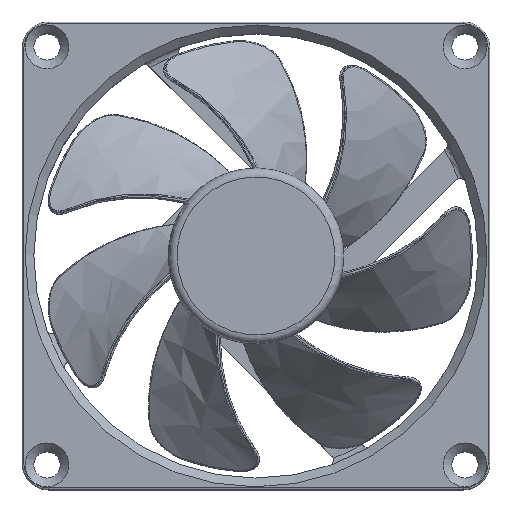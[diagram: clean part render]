
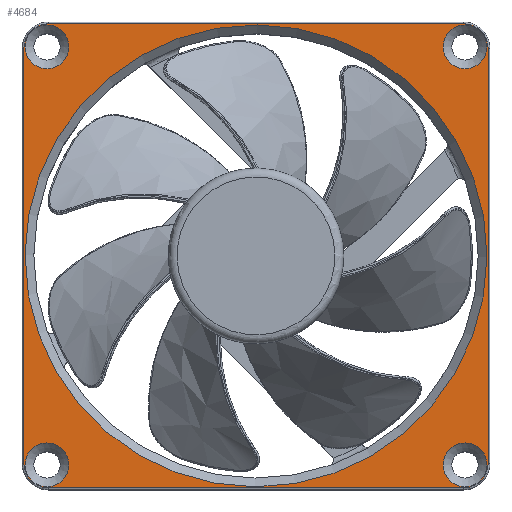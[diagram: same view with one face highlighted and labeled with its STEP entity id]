
A CAD part, top view. The second image highlights one B-rep face of the part: STEP entity #4684.
In plain terms, the highlighted planar face has unit normal (0, 0, 1).
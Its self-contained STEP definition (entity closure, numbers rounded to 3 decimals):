
#370=LINE('',#7272,#513);
#371=LINE('',#7281,#514);
#372=LINE('',#7290,#515);
#373=LINE('',#7301,#516);
#513=VECTOR('',#5862,71.);
#514=VECTOR('',#5875,71.);
#515=VECTOR('',#5888,71.);
#516=VECTOR('',#5901,71.);
#836=PLANE('',#5111);
#863=FACE_BOUND('',#1312,.T.);
#864=FACE_BOUND('',#1313,.T.);
#865=FACE_BOUND('',#1314,.T.);
#866=FACE_BOUND('',#1315,.T.);
#867=FACE_BOUND('',#1316,.T.);
#1013=FACE_OUTER_BOUND('',#1311,.T.);
#1311=EDGE_LOOP('',(#3348,#3349,#3350,#3351,#3352,#3353,#3354,#3355));
#1312=EDGE_LOOP('',(#3356));
#1313=EDGE_LOOP('',(#3357));
#1314=EDGE_LOOP('',(#3358));
#1315=EDGE_LOOP('',(#3359));
#1316=EDGE_LOOP('',(#3360));
#1626=CIRCLE('',#5088,4.2);
#1630=CIRCLE('',#5094,4.2);
#1634=CIRCLE('',#5100,4.2);
#1637=CIRCLE('',#5105,4.2);
#1641=CIRCLE('',#5112,39.5);
#1642=CIRCLE('',#5113,3.75);
#1643=CIRCLE('',#5114,3.75);
#1644=CIRCLE('',#5115,3.75);
#1645=CIRCLE('',#5116,3.75);
#1915=VERTEX_POINT('',#7268);
#1916=VERTEX_POINT('',#7270);
#1917=VERTEX_POINT('',#7274);
#1918=VERTEX_POINT('',#7279);
#1919=VERTEX_POINT('',#7283);
#1920=VERTEX_POINT('',#7288);
#1922=VERTEX_POINT('',#7293);
#1924=VERTEX_POINT('',#7299);
#1925=VERTEX_POINT('',#7311);
#1926=VERTEX_POINT('',#7313);
#1927=VERTEX_POINT('',#7315);
#1928=VERTEX_POINT('',#7317);
#1929=VERTEX_POINT('',#7319);
#2428=EDGE_CURVE('',#1916,#1915,#370,.T.);
#2430=EDGE_CURVE('',#1917,#1916,#1626,.T.);
#2433=EDGE_CURVE('',#1918,#1917,#371,.T.);
#2435=EDGE_CURVE('',#1919,#1918,#1630,.T.);
#2438=EDGE_CURVE('',#1920,#1919,#372,.T.);
#2440=EDGE_CURVE('',#1922,#1920,#1634,.T.);
#2443=EDGE_CURVE('',#1924,#1922,#373,.T.);
#2445=EDGE_CURVE('',#1915,#1924,#1637,.T.);
#2449=EDGE_CURVE('',#1925,#1925,#1641,.T.);
#2450=EDGE_CURVE('',#1926,#1926,#1642,.T.);
#2451=EDGE_CURVE('',#1927,#1927,#1643,.T.);
#2452=EDGE_CURVE('',#1928,#1928,#1644,.T.);
#2453=EDGE_CURVE('',#1929,#1929,#1645,.T.);
#3348=ORIENTED_EDGE('',*,*,#2428,.F.);
#3349=ORIENTED_EDGE('',*,*,#2430,.F.);
#3350=ORIENTED_EDGE('',*,*,#2433,.F.);
#3351=ORIENTED_EDGE('',*,*,#2435,.F.);
#3352=ORIENTED_EDGE('',*,*,#2438,.F.);
#3353=ORIENTED_EDGE('',*,*,#2440,.F.);
#3354=ORIENTED_EDGE('',*,*,#2443,.F.);
#3355=ORIENTED_EDGE('',*,*,#2445,.F.);
#3356=ORIENTED_EDGE('',*,*,#2449,.F.);
#3357=ORIENTED_EDGE('',*,*,#2450,.F.);
#3358=ORIENTED_EDGE('',*,*,#2451,.F.);
#3359=ORIENTED_EDGE('',*,*,#2452,.F.);
#3360=ORIENTED_EDGE('',*,*,#2453,.F.);
#4684=ADVANCED_FACE('',(#1013,#863,#864,#865,#866,#867),#836,.T.);
#5088=AXIS2_PLACEMENT_3D('',#7276,#5867,#5868);
#5094=AXIS2_PLACEMENT_3D('',#7285,#5880,#5881);
#5100=AXIS2_PLACEMENT_3D('',#7295,#5893,#5894);
#5105=AXIS2_PLACEMENT_3D('',#7304,#5905,#5906);
#5111=AXIS2_PLACEMENT_3D('',#7310,#5917,#5918);
#5112=AXIS2_PLACEMENT_3D('',#7312,#5919,#5920);
#5113=AXIS2_PLACEMENT_3D('',#7314,#5921,#5922);
#5114=AXIS2_PLACEMENT_3D('',#7316,#5923,#5924);
#5115=AXIS2_PLACEMENT_3D('',#7318,#5925,#5926);
#5116=AXIS2_PLACEMENT_3D('',#7320,#5927,#5928);
#5862=DIRECTION('',(1.,0.,0.));
#5867=DIRECTION('center_axis',(0.,0.,-1.));
#5868=DIRECTION('ref_axis',(-0.707,0.707,0.));
#5875=DIRECTION('',(0.,1.,0.));
#5880=DIRECTION('center_axis',(0.,0.,-1.));
#5881=DIRECTION('ref_axis',(-0.707,-0.707,0.));
#5888=DIRECTION('',(-1.,0.,0.));
#5893=DIRECTION('center_axis',(0.,0.,-1.));
#5894=DIRECTION('ref_axis',(0.707,-0.707,0.));
#5901=DIRECTION('',(0.,-1.,0.));
#5905=DIRECTION('center_axis',(0.,0.,-1.));
#5906=DIRECTION('ref_axis',(0.707,0.707,0.));
#5917=DIRECTION('center_axis',(0.,0.,1.));
#5918=DIRECTION('ref_axis',(1.,0.,0.));
#5919=DIRECTION('center_axis',(0.,0.,1.));
#5920=DIRECTION('ref_axis',(-0.496,0.868,0.));
#5921=DIRECTION('center_axis',(0.,0.,1.));
#5922=DIRECTION('ref_axis',(1.,0.,0.));
#5923=DIRECTION('center_axis',(0.,0.,1.));
#5924=DIRECTION('ref_axis',(1.,0.,0.));
#5925=DIRECTION('center_axis',(0.,0.,1.));
#5926=DIRECTION('ref_axis',(1.,0.,0.));
#5927=DIRECTION('center_axis',(0.,0.,1.));
#5928=DIRECTION('ref_axis',(1.,0.,0.));
#7268=CARTESIAN_POINT('',(35.5,39.7,12.5));
#7270=CARTESIAN_POINT('',(-35.5,39.7,12.5));
#7272=CARTESIAN_POINT('',(17.75,39.7,12.5));
#7274=CARTESIAN_POINT('',(-39.7,35.5,12.5));
#7276=CARTESIAN_POINT('Origin',(-35.5,35.5,12.5));
#7279=CARTESIAN_POINT('',(-39.7,-35.5,12.5));
#7281=CARTESIAN_POINT('',(-39.7,17.75,12.5));
#7283=CARTESIAN_POINT('',(-35.5,-39.7,12.5));
#7285=CARTESIAN_POINT('Origin',(-35.5,-35.5,12.5));
#7288=CARTESIAN_POINT('',(35.5,-39.7,12.5));
#7290=CARTESIAN_POINT('',(-17.75,-39.7,12.5));
#7293=CARTESIAN_POINT('',(39.7,-35.5,12.5));
#7295=CARTESIAN_POINT('Origin',(35.5,-35.5,12.5));
#7299=CARTESIAN_POINT('',(39.7,35.5,12.5));
#7301=CARTESIAN_POINT('',(39.7,-17.75,12.5));
#7304=CARTESIAN_POINT('Origin',(35.5,35.5,12.5));
#7310=CARTESIAN_POINT('Origin',(0.,0.,12.5));
#7311=CARTESIAN_POINT('',(19.596,-34.296,12.5));
#7312=CARTESIAN_POINT('Origin',(0.,0.,12.5));
#7313=CARTESIAN_POINT('',(32.,-35.75,12.5));
#7314=CARTESIAN_POINT('Origin',(35.75,-35.75,12.5));
#7315=CARTESIAN_POINT('',(-39.5,35.75,12.5));
#7316=CARTESIAN_POINT('Origin',(-35.75,35.75,12.5));
#7317=CARTESIAN_POINT('',(32.,35.75,12.5));
#7318=CARTESIAN_POINT('Origin',(35.75,35.75,12.5));
#7319=CARTESIAN_POINT('',(-39.5,-35.75,12.5));
#7320=CARTESIAN_POINT('Origin',(-35.75,-35.75,12.5));
